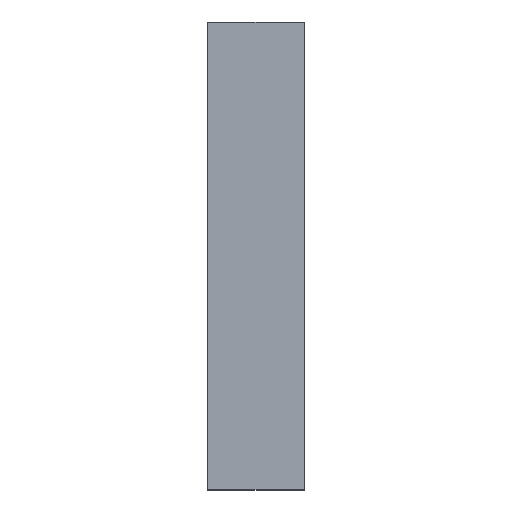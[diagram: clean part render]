
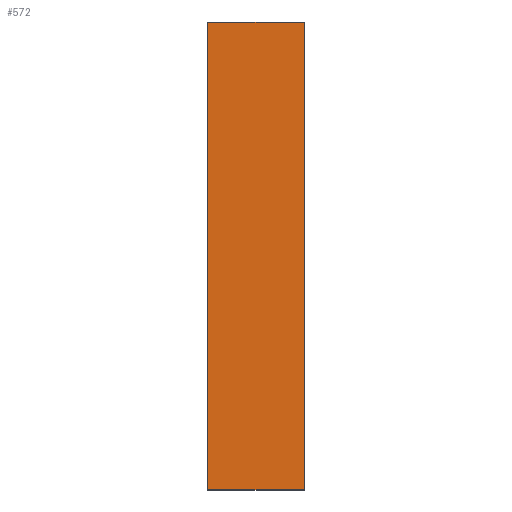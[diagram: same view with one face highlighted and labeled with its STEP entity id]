
A CAD part, top view. The second image highlights one B-rep face of the part: STEP entity #572.
In plain terms, the highlighted planar face has unit normal (0, 0, 1).
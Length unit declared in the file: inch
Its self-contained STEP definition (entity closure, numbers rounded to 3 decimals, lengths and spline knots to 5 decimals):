
#202 = VECTOR ( 'NONE', #3526, 39.37008 ) ;
#435 = ORIENTED_EDGE ( 'NONE', *, *, #4109, .T. ) ;
#461 = CARTESIAN_POINT ( 'NONE',  ( -8.75, 42.5, 0. ) ) ;
#572 = ADVANCED_FACE ( 'NONE', ( #995 ), #4559, .T. ) ;
#796 = CARTESIAN_POINT ( 'NONE',  ( -8.75, 42.5, 0. ) ) ;
#849 = VECTOR ( 'NONE', #2608, 39.37008 ) ;
#995 = FACE_OUTER_BOUND ( 'NONE', #1546, .T. ) ;
#1018 = VECTOR ( 'NONE', #1353, 39.37008 ) ;
#1117 = VECTOR ( 'NONE', #1419, 39.37008 ) ;
#1193 = VERTEX_POINT ( 'NONE', #4436 ) ;
#1257 = ORIENTED_EDGE ( 'NONE', *, *, #3279, .T. ) ;
#1353 = DIRECTION ( 'NONE',  ( 0., 1., 0. ) ) ;
#1419 = DIRECTION ( 'NONE',  ( -1., 0., 0. ) ) ;
#1544 = DIRECTION ( 'NONE',  ( 1., 0., 0. ) ) ;
#1546 = EDGE_LOOP ( 'NONE', ( #5699, #5063, #1257, #435 ) ) ;
#2121 = CARTESIAN_POINT ( 'NONE',  ( -8.75, -42.5, 0. ) ) ;
#2280 = CARTESIAN_POINT ( 'NONE',  ( 8.75, 42.5, 0. ) ) ;
#2331 = CARTESIAN_POINT ( 'NONE',  ( 0., 0., 0. ) ) ;
#2374 = AXIS2_PLACEMENT_3D ( 'NONE', #2331, #4958, #1544 ) ;
#2608 = DIRECTION ( 'NONE',  ( 0., -1., 0. ) ) ;
#2625 = CARTESIAN_POINT ( 'NONE',  ( -8.75, -42.5, 0. ) ) ;
#2722 = VERTEX_POINT ( 'NONE', #3883 ) ;
#3075 = CARTESIAN_POINT ( 'NONE',  ( 8.75, 42.5, 0. ) ) ;
#3279 = EDGE_CURVE ( 'NONE', #2722, #4573, #4016, .T. ) ;
#3526 = DIRECTION ( 'NONE',  ( 1., 0., 0. ) ) ;
#3601 = LINE ( 'NONE', #461, #1117 ) ;
#3883 = CARTESIAN_POINT ( 'NONE',  ( 8.75, -42.5, 0. ) ) ;
#4016 = LINE ( 'NONE', #2280, #1018 ) ;
#4109 = EDGE_CURVE ( 'NONE', #4573, #1193, #3601, .T. ) ;
#4436 = CARTESIAN_POINT ( 'NONE',  ( -8.75, 42.5, 0. ) ) ;
#4504 = EDGE_CURVE ( 'NONE', #1193, #5353, #5613, .T. ) ;
#4559 = PLANE ( 'NONE',  #2374 ) ;
#4573 = VERTEX_POINT ( 'NONE', #3075 ) ;
#4958 = DIRECTION ( 'NONE',  ( 0., 0., 1. ) ) ;
#5063 = ORIENTED_EDGE ( 'NONE', *, *, #5389, .T. ) ;
#5353 = VERTEX_POINT ( 'NONE', #2121 ) ;
#5389 = EDGE_CURVE ( 'NONE', #5353, #2722, #5661, .T. ) ;
#5613 = LINE ( 'NONE', #796, #849 ) ;
#5661 = LINE ( 'NONE', #2625, #202 ) ;
#5699 = ORIENTED_EDGE ( 'NONE', *, *, #4504, .T. ) ;
